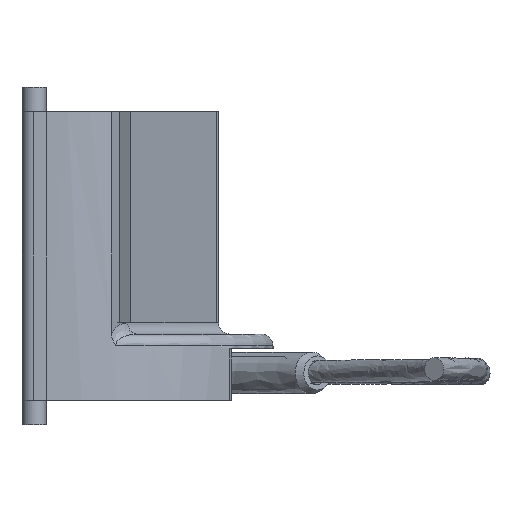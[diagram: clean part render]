
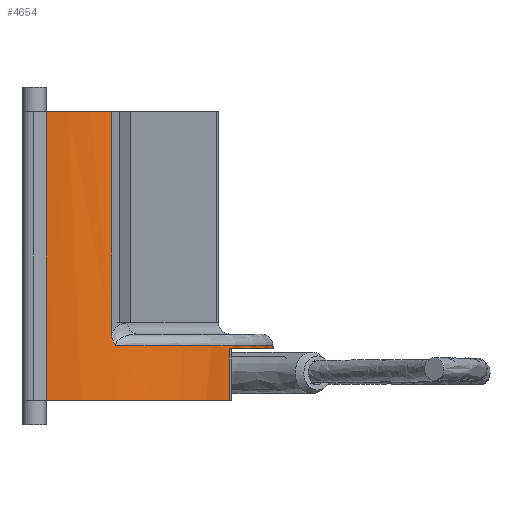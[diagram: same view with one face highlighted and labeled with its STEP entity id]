
A CAD part, left-side view. The second image highlights one B-rep face of the part: STEP entity #4654.
In plain terms, the highlighted cylindrical face has radius 30.002 mm (diameter 60.003 mm), a partial arc.
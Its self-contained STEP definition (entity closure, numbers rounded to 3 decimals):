
#63=B_SPLINE_CURVE_WITH_KNOTS('',3,(#7852,#7853,#7854,#7855,#7856,#7857,
#7858,#7859,#7860,#7861),.UNSPECIFIED.,.F.,.F.,(4,2,2,2,4),(0.,0.032,
0.088,0.145,0.146),.UNSPECIFIED.);
#66=B_SPLINE_CURVE_WITH_KNOTS('',3,(#8135,#8136,#8137,#8138,#8139,#8140,
#8141,#8142,#8143,#8144),.UNSPECIFIED.,.F.,.F.,(4,2,2,2,4),(0.,0.032,
0.088,0.145,0.146),.UNSPECIFIED.);
#267=CYLINDRICAL_SURFACE('',#5056,30.001);
#318=CIRCLE('',#4860,30.001);
#351=CIRCLE('',#4931,30.001);
#358=CIRCLE('',#4940,30.001);
#374=CIRCLE('',#4993,30.001);
#384=CIRCLE('',#5021,30.001);
#396=CIRCLE('',#5055,30.001);
#640=FACE_OUTER_BOUND('',#929,.T.);
#929=EDGE_LOOP('',(#3911,#3912,#3913,#3914,#3915,#3916,#3917,#3918,#3919,
#3920,#3921,#3922,#3923,#3924));
#1202=LINE('',#7619,#1612);
#1245=LINE('',#7805,#1655);
#1246=LINE('',#7814,#1656);
#1258=LINE('',#7903,#1668);
#1303=LINE('',#8088,#1713);
#1304=LINE('',#8097,#1714);
#1612=VECTOR('',#5745,1000.);
#1655=VECTOR('',#5886,10.);
#1656=VECTOR('',#5889,10.);
#1668=VECTOR('',#5929,1000.);
#1713=VECTOR('',#6064,10.);
#1714=VECTOR('',#6067,10.);
#1956=VERTEX_POINT('',#6837);
#1957=VERTEX_POINT('',#6839);
#2047=VERTEX_POINT('',#7597);
#2048=VERTEX_POINT('',#7599);
#2055=VERTEX_POINT('',#7617);
#2061=VERTEX_POINT('',#7632);
#2090=VERTEX_POINT('',#7807);
#2093=VERTEX_POINT('',#7851);
#2100=VERTEX_POINT('',#7884);
#2101=VERTEX_POINT('',#7886);
#2107=VERTEX_POINT('',#7901);
#2134=VERTEX_POINT('',#7991);
#2143=VERTEX_POINT('',#8090);
#2146=VERTEX_POINT('',#8134);
#2456=EDGE_CURVE('',#1957,#1956,#318,.T.);
#2587=EDGE_CURVE('',#2047,#2048,#351,.T.);
#2598=EDGE_CURVE('',#2047,#2055,#1202,.T.);
#2606=EDGE_CURVE('',#2061,#2055,#358,.T.);
#2660=EDGE_CURVE('',#1957,#2061,#1245,.T.);
#2662=EDGE_CURVE('',#2048,#2090,#1246,.T.);
#2666=EDGE_CURVE('',#2090,#2093,#63,.T.);
#2676=EDGE_CURVE('',#2101,#2100,#374,.T.);
#2685=EDGE_CURVE('',#2107,#2100,#1258,.T.);
#2731=EDGE_CURVE('',#2107,#2134,#384,.T.);
#2747=EDGE_CURVE('',#1956,#2101,#1303,.T.);
#2749=EDGE_CURVE('',#2134,#2143,#1304,.T.);
#2753=EDGE_CURVE('',#2143,#2146,#66,.T.);
#2762=EDGE_CURVE('',#2093,#2146,#396,.T.);
#3911=ORIENTED_EDGE('',*,*,#2456,.T.);
#3912=ORIENTED_EDGE('',*,*,#2747,.T.);
#3913=ORIENTED_EDGE('',*,*,#2676,.T.);
#3914=ORIENTED_EDGE('',*,*,#2685,.F.);
#3915=ORIENTED_EDGE('',*,*,#2731,.T.);
#3916=ORIENTED_EDGE('',*,*,#2749,.T.);
#3917=ORIENTED_EDGE('',*,*,#2753,.T.);
#3918=ORIENTED_EDGE('',*,*,#2762,.F.);
#3919=ORIENTED_EDGE('',*,*,#2666,.F.);
#3920=ORIENTED_EDGE('',*,*,#2662,.F.);
#3921=ORIENTED_EDGE('',*,*,#2587,.F.);
#3922=ORIENTED_EDGE('',*,*,#2598,.T.);
#3923=ORIENTED_EDGE('',*,*,#2606,.F.);
#3924=ORIENTED_EDGE('',*,*,#2660,.F.);
#4654=ADVANCED_FACE('',(#640),#267,.T.);
#4860=AXIS2_PLACEMENT_3D('',#6840,#5522,#5523);
#4931=AXIS2_PLACEMENT_3D('',#7600,#5729,#5730);
#4940=AXIS2_PLACEMENT_3D('',#7634,#5759,#5760);
#4993=AXIS2_PLACEMENT_3D('',#7887,#5913,#5914);
#5021=AXIS2_PLACEMENT_3D('',#7993,#6014,#6015);
#5055=AXIS2_PLACEMENT_3D('',#8166,#6095,#6096);
#5056=AXIS2_PLACEMENT_3D('',#8167,#6097,#6098);
#5522=DIRECTION('center_axis',(0.,0.,1.));
#5523=DIRECTION('ref_axis',(-0.558,-0.83,0.));
#5729=DIRECTION('center_axis',(0.,0.,1.));
#5730=DIRECTION('ref_axis',(-1.,0.,0.));
#5745=DIRECTION('',(0.,0.,-1.));
#5759=DIRECTION('center_axis',(0.,0.,-1.));
#5760=DIRECTION('ref_axis',(-0.558,-0.83,0.));
#5886=DIRECTION('',(0.,0.,-1.));
#5889=DIRECTION('',(0.,0.,-1.));
#5913=DIRECTION('center_axis',(0.,0.,1.));
#5914=DIRECTION('ref_axis',(0.558,-0.83,0.));
#5929=DIRECTION('',(0.,0.,-1.));
#6014=DIRECTION('center_axis',(0.,0.,-1.));
#6015=DIRECTION('ref_axis',(1.,0.,0.));
#6064=DIRECTION('',(0.,0.,-1.));
#6067=DIRECTION('',(0.,0.,-1.));
#6095=DIRECTION('center_axis',(0.,0.,1.));
#6096=DIRECTION('ref_axis',(0.,-1.,0.));
#6097=DIRECTION('center_axis',(0.,0.,1.));
#6098=DIRECTION('ref_axis',(1.,0.,0.));
#6837=CARTESIAN_POINT('',(52.569,43.338,9.975));
#6839=CARTESIAN_POINT('',(16.972,43.338,9.975));
#6840=CARTESIAN_POINT('Origin',(34.771,67.49,9.975));
#7597=CARTESIAN_POINT('',(4.769,67.49,41.275));
#7599=CARTESIAN_POINT('',(6.044,58.838,41.275));
#7600=CARTESIAN_POINT('Origin',(34.771,67.49,41.275));
#7617=CARTESIAN_POINT('',(4.769,67.49,3.175));
#7619=CARTESIAN_POINT('',(4.769,67.49,500000.));
#7632=CARTESIAN_POINT('',(16.972,43.338,3.175));
#7634=CARTESIAN_POINT('Origin',(34.771,67.49,3.175));
#7805=CARTESIAN_POINT('',(16.972,43.338,41.275));
#7807=CARTESIAN_POINT('',(6.044,58.838,11.905));
#7814=CARTESIAN_POINT('',(6.044,58.838,41.275));
#7851=CARTESIAN_POINT('',(6.214,58.292,10.425));
#7852=CARTESIAN_POINT('Ctrl Pts',(6.044,58.838,11.905));
#7853=CARTESIAN_POINT('Ctrl Pts',(6.044,58.838,11.798));
#7854=CARTESIAN_POINT('Ctrl Pts',(6.046,58.831,11.692));
#7855=CARTESIAN_POINT('Ctrl Pts',(6.058,58.793,11.403));
#7856=CARTESIAN_POINT('Ctrl Pts',(6.071,58.748,11.222));
#7857=CARTESIAN_POINT('Ctrl Pts',(6.113,58.612,10.874));
#7858=CARTESIAN_POINT('Ctrl Pts',(6.148,58.498,10.648));
#7859=CARTESIAN_POINT('Ctrl Pts',(6.213,58.295,10.428));
#7860=CARTESIAN_POINT('Ctrl Pts',(6.214,58.293,10.427));
#7861=CARTESIAN_POINT('Ctrl Pts',(6.214,58.292,10.425));
#7884=CARTESIAN_POINT('',(64.772,67.49,3.175));
#7886=CARTESIAN_POINT('',(52.569,43.338,3.175));
#7887=CARTESIAN_POINT('Origin',(34.771,67.49,3.175));
#7901=CARTESIAN_POINT('',(64.772,67.49,41.275));
#7903=CARTESIAN_POINT('',(64.772,67.49,500000.));
#7991=CARTESIAN_POINT('',(63.498,58.838,41.275));
#7993=CARTESIAN_POINT('Origin',(34.771,67.49,41.275));
#8088=CARTESIAN_POINT('',(52.569,43.338,41.275));
#8090=CARTESIAN_POINT('',(63.498,58.838,11.905));
#8097=CARTESIAN_POINT('',(63.498,58.838,41.275));
#8134=CARTESIAN_POINT('',(63.327,58.292,10.425));
#8135=CARTESIAN_POINT('Ctrl Pts',(63.498,58.838,11.905));
#8136=CARTESIAN_POINT('Ctrl Pts',(63.498,58.838,11.798));
#8137=CARTESIAN_POINT('Ctrl Pts',(63.496,58.831,11.692));
#8138=CARTESIAN_POINT('Ctrl Pts',(63.484,58.793,11.403));
#8139=CARTESIAN_POINT('Ctrl Pts',(63.471,58.748,11.222));
#8140=CARTESIAN_POINT('Ctrl Pts',(63.429,58.612,10.874));
#8141=CARTESIAN_POINT('Ctrl Pts',(63.394,58.498,10.648));
#8142=CARTESIAN_POINT('Ctrl Pts',(63.329,58.295,10.428));
#8143=CARTESIAN_POINT('Ctrl Pts',(63.328,58.293,10.427));
#8144=CARTESIAN_POINT('Ctrl Pts',(63.327,58.292,10.425));
#8166=CARTESIAN_POINT('Origin',(34.771,67.49,10.425));
#8167=CARTESIAN_POINT('Origin',(34.771,67.49,41.275));
